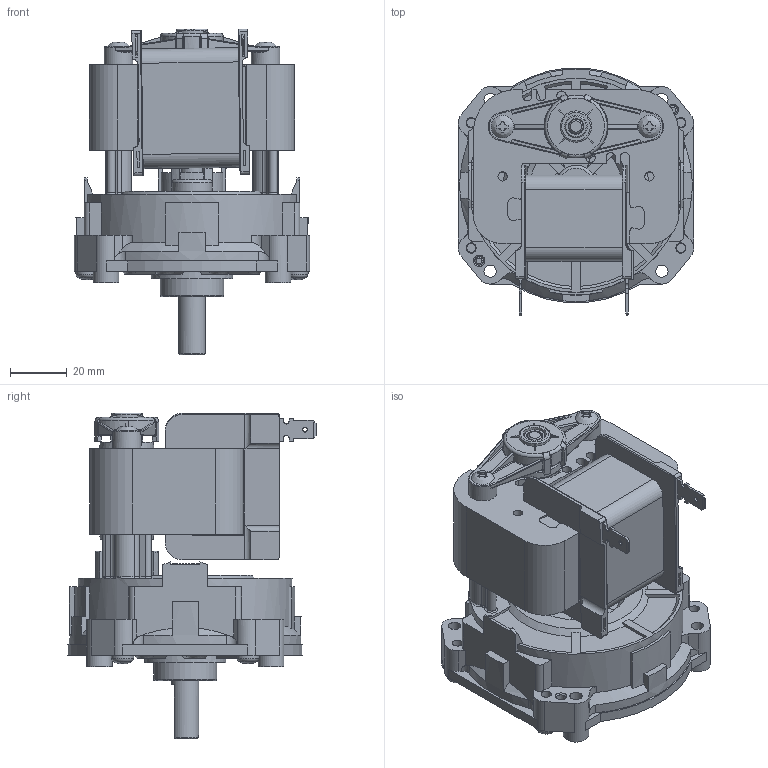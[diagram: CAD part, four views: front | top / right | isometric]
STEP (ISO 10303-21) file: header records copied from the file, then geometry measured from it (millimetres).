
FILE_DESCRIPTION((''),'2;1');
FILE_NAME('GEAR BOX SP SERIES.stp','2015-02-16T18:39:29',('leebh'),(''),'Autodesk Inventor 2013','Autodesk Inventor 2013','');
FILE_SCHEMA(('AUTOMOTIVE_DESIGN { 1 0 10303 214 1 1 1 1 }'));
Length unit declared in the file: millimetre
Products named in the file (1): 부품10
Bounding box: 82.6 x 87.11 x 114.42 mm (x, y, z)
Volume: 5484.7 mm3; surface area: 86413.1 mm2
Topology: 17 solids, 18 shells, 1159 faces, 3028 edges, 1954 vertices
Faces by surface type: plane 610, cylinder 315, cone 123, torus 87, bspline 18, sphere 6
Full cylindrical faces by diameter (mm): 1.65 x2, 3 x14, 3.05 x2, 3.2 x2, 3.3 x2, 3.4 x2, 3.5 x2, 3.571 x4, 3.6 x4, 4 x6, 4.2 x2, 4.3 x4, 4.5 x4, 4.77 x1, 5 x5, 5.6 x2, 6.95 x2, 7 x1, 7.54 x1, 8 x4, 9 x4, 9.5 x1, 9.54 x1, 10 x2, 10.5 x2, 12.5 x1, 13 x2, 14 x2, 14.3 x2, 16.6 x1
Entity records: 35790 total; most frequent: CARTESIAN_POINT 8234, DIRECTION 5758, ORIENTED_EDGE 5584, EDGE_CURVE 2792, AXIS2_PLACEMENT_3D 2162, VERTEX_POINT 1896, EDGE_LOOP 1446, VECTOR 1434
